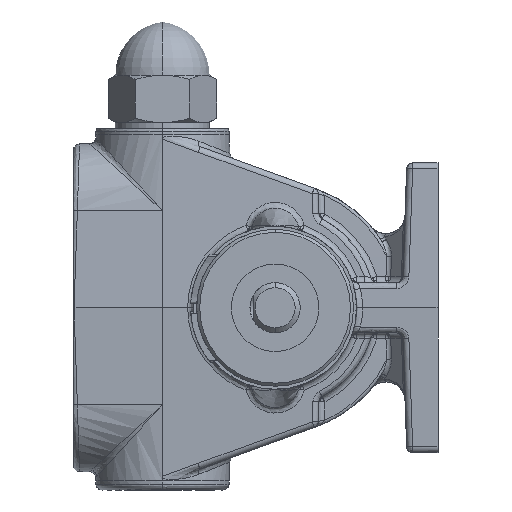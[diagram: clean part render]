
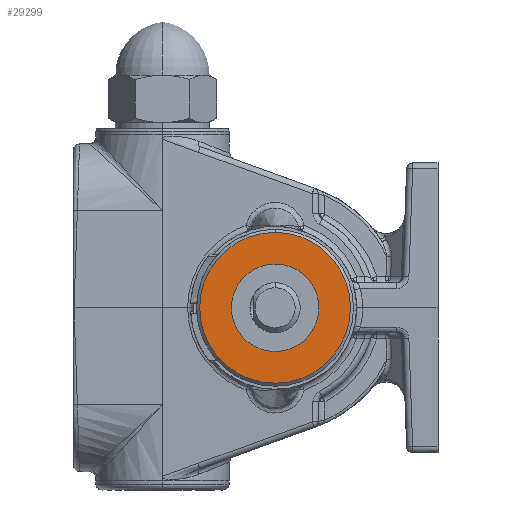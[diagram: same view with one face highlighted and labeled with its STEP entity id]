
A CAD part, left-side view. The second image highlights one B-rep face of the part: STEP entity #29299.
In plain terms, the highlighted planar face has unit normal (-1, 0, 0).
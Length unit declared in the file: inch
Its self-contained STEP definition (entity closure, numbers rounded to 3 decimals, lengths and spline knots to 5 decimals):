
#1145 = DIRECTION ( 'NONE',  ( -1., 0., 0. ) ) ;
#1743 = DIRECTION ( 'NONE',  ( 1., 0., 0. ) ) ;
#3781 = EDGE_CURVE ( 'NONE', #23921, #29172, #12713, .T. ) ;
#4387 = EDGE_CURVE ( 'NONE', #25504, #22514, #28340, .T. ) ;
#4502 = EDGE_CURVE ( 'NONE', #29172, #23921, #19000, .T. ) ;
#7270 = CARTESIAN_POINT ( 'NONE',  ( -4.42162, 0., 0. ) ) ;
#11218 = EDGE_LOOP ( 'NONE', ( #23368, #41526 ) ) ;
#11247 = CARTESIAN_POINT ( 'NONE',  ( -4.42162, 0.78, 0. ) ) ;
#11454 = AXIS2_PLACEMENT_3D ( 'NONE', #22354, #22091, #21799 ) ;
#12707 = EDGE_LOOP ( 'NONE', ( #30915, #33224 ) ) ;
#12713 = CIRCLE ( 'NONE', #11454, 0.75 ) ;
#14561 = PLANE ( 'NONE',  #22546 ) ;
#14927 = CIRCLE ( 'NONE', #22737, 0.435 ) ;
#17910 = DIRECTION ( 'NONE',  ( 0., 0., 1. ) ) ;
#19000 = CIRCLE ( 'NONE', #28409, 0.75 ) ;
#20506 = CARTESIAN_POINT ( 'NONE',  ( -4.42162, 0., 0.75 ) ) ;
#20924 = CARTESIAN_POINT ( 'NONE',  ( -4.42162, 0., -0.435 ) ) ;
#20970 = CARTESIAN_POINT ( 'NONE',  ( -4.42162, 0., 0. ) ) ;
#21559 = CARTESIAN_POINT ( 'NONE',  ( -4.42162, 0., 0. ) ) ;
#21799 = DIRECTION ( 'NONE',  ( 0., 0., 1. ) ) ;
#22091 = DIRECTION ( 'NONE',  ( -1., 0., 0. ) ) ;
#22137 = FACE_OUTER_BOUND ( 'NONE', #12707, .T. ) ;
#22354 = CARTESIAN_POINT ( 'NONE',  ( -4.42162, 0., 0. ) ) ;
#22514 = VERTEX_POINT ( 'NONE', #35899 ) ;
#22546 = AXIS2_PLACEMENT_3D ( 'NONE', #11247, #34023, #17910 ) ;
#22598 = DIRECTION ( 'NONE',  ( 0., 0., -1. ) ) ;
#22737 = AXIS2_PLACEMENT_3D ( 'NONE', #21559, #1743, #24904 ) ;
#23368 = ORIENTED_EDGE ( 'NONE', *, *, #4387, .T. ) ;
#23921 = VERTEX_POINT ( 'NONE', #29998 ) ;
#24142 = EDGE_CURVE ( 'NONE', #22514, #25504, #14927, .T. ) ;
#24298 = DIRECTION ( 'NONE',  ( 0., 0., 1. ) ) ;
#24904 = DIRECTION ( 'NONE',  ( 0., 0., -1. ) ) ;
#25504 = VERTEX_POINT ( 'NONE', #20924 ) ;
#28340 = CIRCLE ( 'NONE', #30620, 0.435 ) ;
#28409 = AXIS2_PLACEMENT_3D ( 'NONE', #20970, #1145, #24298 ) ;
#29172 = VERTEX_POINT ( 'NONE', #20506 ) ;
#29299 = ADVANCED_FACE ( 'NONE', ( #22137, #29928 ), #14561, .T. ) ;
#29928 = FACE_BOUND ( 'NONE', #11218, .T. ) ;
#29998 = CARTESIAN_POINT ( 'NONE',  ( -4.42162, 0., -0.75 ) ) ;
#30620 = AXIS2_PLACEMENT_3D ( 'NONE', #7270, #38347, #22598 ) ;
#30915 = ORIENTED_EDGE ( 'NONE', *, *, #3781, .T. ) ;
#33224 = ORIENTED_EDGE ( 'NONE', *, *, #4502, .T. ) ;
#34023 = DIRECTION ( 'NONE',  ( -1., 0., 0. ) ) ;
#35899 = CARTESIAN_POINT ( 'NONE',  ( -4.42162, 0., 0.435 ) ) ;
#38347 = DIRECTION ( 'NONE',  ( 1., 0., 0. ) ) ;
#41526 = ORIENTED_EDGE ( 'NONE', *, *, #24142, .T. ) ;
